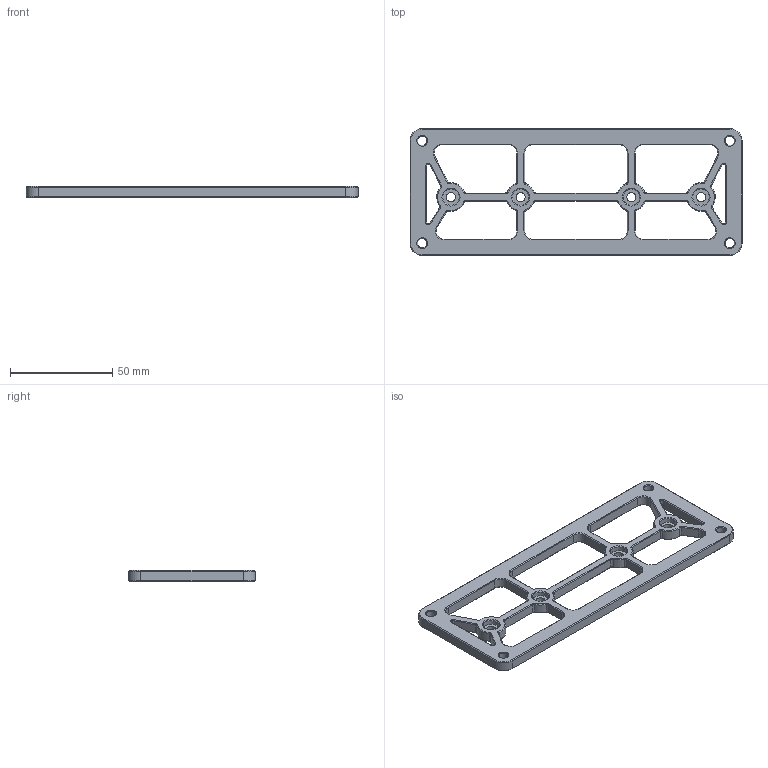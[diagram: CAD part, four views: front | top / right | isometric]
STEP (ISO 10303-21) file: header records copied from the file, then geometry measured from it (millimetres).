
FILE_DESCRIPTION(/* description */ ('STEP AP214'),/* implementation_level */ '2;1');
FILE_NAME(/* name */ '605f70afe33fc51191d53c9b',/* time_stamp */ '2021-03-27T17:51:43+00:00',/* author */ (''),/* organization */ (''),/* preprocessor_version */ 'ST-DEVELOPER v18.1',/* originating_system */ ' ',/* authorisation */ ' ');
FILE_SCHEMA (('AUTOMOTIVE_DESIGN {1 0 10303 214 3 1 1}'));
Length unit declared in the file: metre
Products named in the file (1): meanwell-lrs-200-drp-03-adapter
Bounding box: 162 x 62 x 5.4 mm (x, y, z)
Volume: 24927.9 mm3; surface area: 16335.1 mm2
Topology: 1 solids, 1 shells, 322 faces, 740 edges, 424 vertices
Faces by surface type: cone 140, plane 108, cylinder 74
Full cylindrical faces by diameter (mm): 4.5 x8, 8 x4
Entity records: 8862 total; most frequent: DIRECTION 1646, CARTESIAN_POINT 1459, ORIENTED_EDGE 1424, EDGE_CURVE 712, AXIS2_PLACEMENT_3D 611, LINE 424, VECTOR 424, VERTEX_POINT 424
